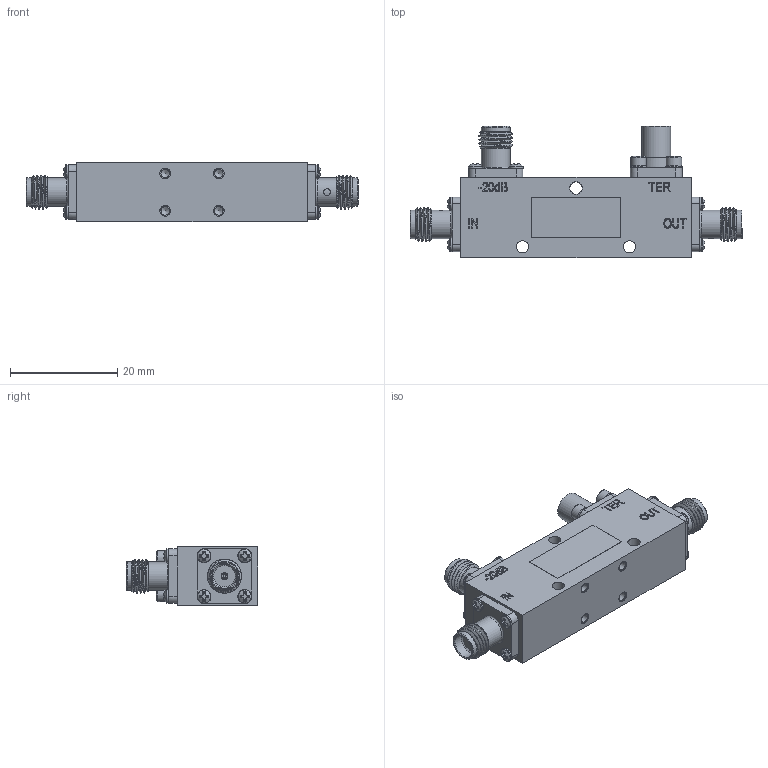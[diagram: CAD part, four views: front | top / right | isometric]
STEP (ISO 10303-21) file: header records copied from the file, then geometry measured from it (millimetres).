
FILE_DESCRIPTION (( 'STEP AP203' ), '1' );
FILE_NAME ('PE2CP004-20_3D.step', '2021-08-12T21:23:05', ( '' ), ( '' ), 'SwSTEP 2.0', 'SolidWorks 2021', '' );
FILE_SCHEMA (( 'CONFIG_CONTROL_DESIGN' ));
Length unit declared in the file: inch
Products named in the file (1): PE2CP004-20_3D
Bounding box: 62.05 x 24.52 x 11.05 mm (x, y, z)
Volume: 8223.9 mm3; surface area: 4591.2 mm2
Topology: 1 solids, 23 shells, 763 faces, 1858 edges, 1214 vertices
Faces by surface type: plane 457, cylinder 106, cone 99, bspline 98, torus 3
Full cylindrical faces by diameter (mm): 0.508 x1, 1.016 x5, 1.092 x12, 1.27 x7, 1.6 x4, 2 x4, 2.286 x3, 2.578 x4, 2.591 x12, 2.926 x4, 3.085 x4, 4.521 x3, 4.826 x1, 5.08 x4, 5.334 x7, 5.842 x1
Entity records: 31955 total; most frequent: CARTESIAN_POINT 15974, ORIENTED_EDGE 3376, DIRECTION 2773, EDGE_CURVE 1688, VERTEX_POINT 1156, AXIS2_PLACEMENT_3D 997, EDGE_LOOP 970, FACE_OUTER_BOUND 854
